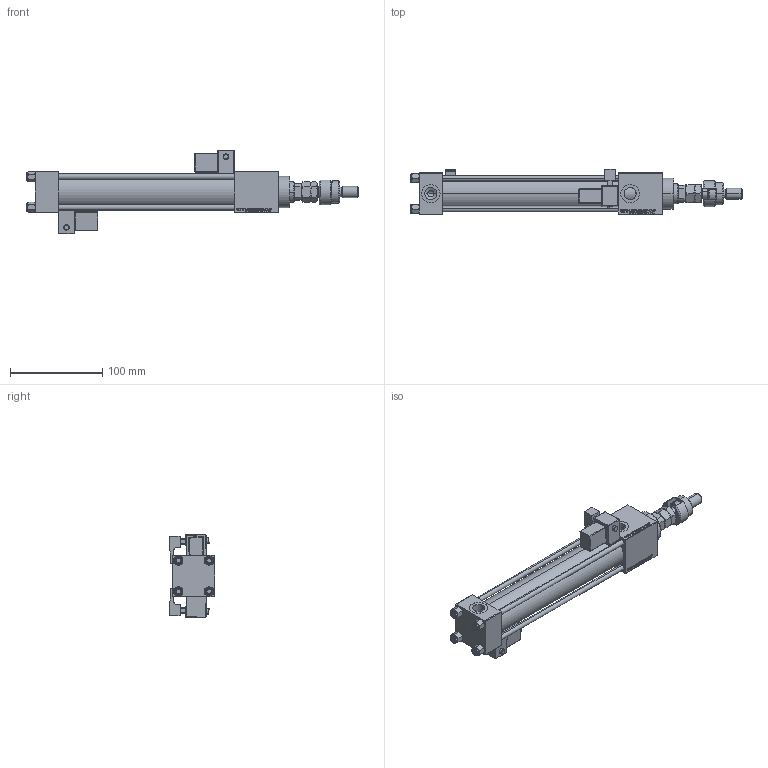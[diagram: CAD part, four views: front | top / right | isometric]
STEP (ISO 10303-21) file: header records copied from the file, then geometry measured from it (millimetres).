
FILE_DESCRIPTION (( 'STEP AP203' ), '1' );
FILE_NAME ('45e3.STEP', '2022-04-14T18:32:01', ( '' ), ( '' ), 'SwSTEP 2.0', 'SolidWorks 2019', '' );
FILE_SCHEMA (( 'CONFIG_CONTROL_DESIGN' ));
Length unit declared in the file: millimetre
Products named in the file (10): V215_VC_A a3fa1ec8cf712eab122acb28be826a1e; DFA a3fa1ec8cf712eab122acb28be826a1e; V215CR_C_Body a3fa1ec8cf712eab122acb28be826a1e; FEMALE_PART_FOR_DFA a3fa1ec8cf712eab122acb28be826a1e; V215CR_VCP_C a3fa1ec8cf712eab122acb28be826a1e; NUT_M5_C a3fa1ec8cf712eab122acb28be826a1e; 45e3; V215CR_C_TYCINKA a3fa1ec8cf712eab122acb28be826a1e; V215CR_MSU a3fa1ec8cf712eab122acb28be826a1e; MFA a3fa1ec8cf712eab122acb28be826a1e
Assembly tree (16 placements, depth 3):
  45e3
    V215CR_C_Body a3fa1ec8cf712eab122acb28be826a1e
    V215CR_VCP_C a3fa1ec8cf712eab122acb28be826a1e
    NUT_M5_C a3fa1ec8cf712eab122acb28be826a1e  x4
    V215CR_C_TYCINKA a3fa1ec8cf712eab122acb28be826a1e  x4
    V215_VC_A a3fa1ec8cf712eab122acb28be826a1e
    DFA a3fa1ec8cf712eab122acb28be826a1e
      FEMALE_PART_FOR_DFA a3fa1ec8cf712eab122acb28be826a1e
      MFA a3fa1ec8cf712eab122acb28be826a1e
    V215CR_MSU a3fa1ec8cf712eab122acb28be826a1e  x2
Bounding box: 359 x 48.72 x 90.31 mm (x, y, z)
Volume: 383464.1 mm3; surface area: 141710.7 mm2
Topology: 15 solids, 15 shells, 1396 faces, 3439 edges, 2177 vertices
Faces by surface type: plane 617, bspline 392, cone 176, cylinder 163, torus 24, sphere 24
Entity records: 55424 total; most frequent: CARTESIAN_POINT 28201, ORIENTED_EDGE 5976, DIRECTION 4106, EDGE_CURVE 2988, VERTEX_POINT 1933, VECTOR 1758, LINE 1758, EDGE_LOOP 1333
